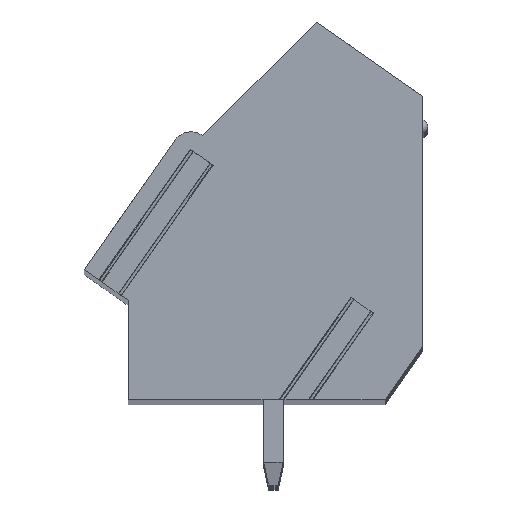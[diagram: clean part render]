
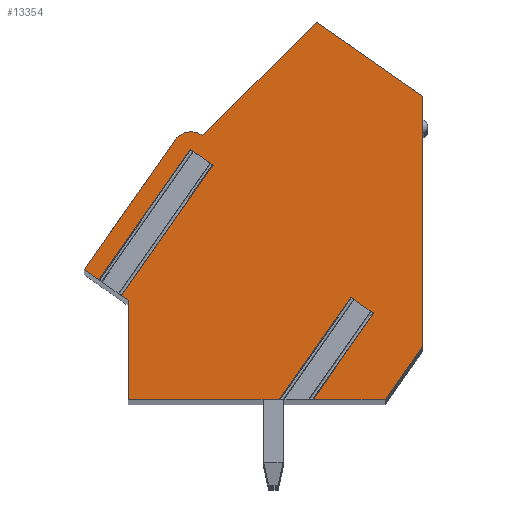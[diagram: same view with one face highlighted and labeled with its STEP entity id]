
A CAD part, top view. The second image highlights one B-rep face of the part: STEP entity #13354.
In plain terms, the highlighted planar face has unit normal (0, 0, 1).
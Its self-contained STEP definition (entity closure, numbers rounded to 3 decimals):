
#14=DIRECTION('',(-0.819,0.574,0.));
#15=VECTOR('',#14,1.085);
#16=CARTESIAN_POINT('',(4.498,-3.239,119.38));
#17=LINE('',#16,#15);
#18=DIRECTION('',(-0.574,-0.819,0.));
#19=VECTOR('',#18,5.115);
#20=CARTESIAN_POINT('',(3.61,-2.616,119.38));
#21=LINE('',#20,#19);
#22=DIRECTION('',(1.,0.,0.));
#23=VECTOR('',#22,6.246);
#24=CARTESIAN_POINT('',(-5.57,-6.807,119.38));
#25=LINE('',#24,#23);
#26=DIRECTION('',(0.,-1.,0.));
#27=VECTOR('',#26,4.087);
#28=CARTESIAN_POINT('',(-5.57,-2.72,119.38));
#29=LINE('',#28,#27);
#30=DIRECTION('',(0.819,-0.574,0.));
#31=VECTOR('',#30,0.355);
#32=CARTESIAN_POINT('',(-5.861,-2.516,119.38));
#33=LINE('',#32,#31);
#34=DIRECTION('',(-0.574,-0.819,0.));
#35=VECTOR('',#34,6.55);
#36=CARTESIAN_POINT('',(-2.104,2.849,119.38));
#37=LINE('',#36,#35);
#38=DIRECTION('',(-0.819,0.574,0.));
#39=VECTOR('',#38,1.085);
#40=CARTESIAN_POINT('',(-2.104,2.849,119.38));
#41=LINE('',#40,#39);
#42=DIRECTION('',(-0.574,-0.819,0.));
#43=VECTOR('',#42,6.55);
#44=CARTESIAN_POINT('',(-2.993,3.471,119.38));
#45=LINE('',#44,#43);
#46=DIRECTION('',(0.819,-0.574,0.));
#47=VECTOR('',#46,0.757);
#48=CARTESIAN_POINT('',(-7.37,-1.46,119.38));
#49=LINE('',#48,#47);
#50=DIRECTION('',(-0.574,-0.819,0.));
#51=VECTOR('',#50,6.486);
#52=CARTESIAN_POINT('',(-3.65,3.853,119.38));
#53=LINE('',#52,#51);
#54=CARTESIAN_POINT('',(-2.986,3.406,119.38));
#55=DIRECTION('',(0.,0.,1.));
#56=DIRECTION('',(0.598,0.802,0.));
#57=AXIS2_PLACEMENT_3D('',#54,#55,#56);
#59=DIRECTION('',(-0.707,-0.707,0.));
#60=VECTOR('',#59,6.609);
#61=CARTESIAN_POINT('',(2.165,8.721,119.38));
#62=LINE('',#61,#60);
#63=DIRECTION('',(-0.819,0.574,0.));
#64=VECTOR('',#63,5.329);
#65=CARTESIAN_POINT('',(6.53,5.664,119.38));
#66=LINE('',#65,#64);
#67=DIRECTION('',(0.,1.,0.));
#68=VECTOR('',#67,10.286);
#69=CARTESIAN_POINT('',(6.53,-4.622,119.38));
#70=LINE('',#69,#68);
#71=DIRECTION('',(0.574,0.819,0.));
#72=VECTOR('',#71,2.667);
#73=CARTESIAN_POINT('',(5.,-6.807,119.38));
#74=LINE('',#73,#72);
#75=DIRECTION('',(1.,0.,0.));
#76=VECTOR('',#75,3.);
#77=CARTESIAN_POINT('',(2.,-6.807,119.38));
#78=LINE('',#77,#76);
#79=DIRECTION('',(-0.574,-0.819,0.));
#80=VECTOR('',#79,4.355);
#81=CARTESIAN_POINT('',(4.498,-3.239,119.38));
#82=LINE('',#81,#80);
#10480=CARTESIAN_POINT('',(-2.508,4.048,119.38));
#10481=CARTESIAN_POINT('',(-3.65,3.853,119.38));
#10482=VERTEX_POINT('',#10480);
#10483=VERTEX_POINT('',#10481);
#10484=CARTESIAN_POINT('',(-7.37,-1.46,119.38));
#10485=VERTEX_POINT('',#10484);
#10486=CARTESIAN_POINT('',(-5.57,-2.72,119.38));
#10487=CARTESIAN_POINT('',(-5.57,-6.807,119.38));
#10488=VERTEX_POINT('',#10486);
#10489=VERTEX_POINT('',#10487);
#10490=CARTESIAN_POINT('',(5.,-6.807,119.38));
#10491=CARTESIAN_POINT('',(6.53,-4.622,119.38));
#10492=VERTEX_POINT('',#10490);
#10493=VERTEX_POINT('',#10491);
#10494=CARTESIAN_POINT('',(6.53,5.664,119.38));
#10495=VERTEX_POINT('',#10494);
#10496=CARTESIAN_POINT('',(2.165,8.721,119.38));
#10497=VERTEX_POINT('',#10496);
#10624=CARTESIAN_POINT('',(-2.104,2.849,
119.38));
#10625=CARTESIAN_POINT('',(-2.993,3.471,
119.38));
#10626=VERTEX_POINT('',#10624);
#10627=VERTEX_POINT('',#10625);
#10628=CARTESIAN_POINT('',(-5.861,-2.516,
119.38));
#10629=VERTEX_POINT('',#10628);
#10630=CARTESIAN_POINT('',(-6.75,-1.894,
119.38));
#10631=VERTEX_POINT('',#10630);
#10679=CARTESIAN_POINT('',(4.498,-3.239,119.38));
#10680=CARTESIAN_POINT('',(3.61,-2.616,119.38));
#10681=VERTEX_POINT('',#10679);
#10682=VERTEX_POINT('',#10680);
#10683=CARTESIAN_POINT('',(2.,-6.807,119.38));
#10684=VERTEX_POINT('',#10683);
#10685=CARTESIAN_POINT('',(0.676,-6.807,119.38));
#10686=VERTEX_POINT('',#10685);
#13313=CARTESIAN_POINT('',(0.,0.,119.38));
#13314=DIRECTION('',(0.,0.,1.));
#13315=DIRECTION('',(1.,0.,0.));
#13316=AXIS2_PLACEMENT_3D('',#13313,#13314,#13315);
#13317=PLANE('',#13316);
#13319=ORIENTED_EDGE('',*,*,#13318,.T.);
#13321=ORIENTED_EDGE('',*,*,#13320,.T.);
#13323=ORIENTED_EDGE('',*,*,#13322,.F.);
#13325=ORIENTED_EDGE('',*,*,#13324,.F.);
#13327=ORIENTED_EDGE('',*,*,#13326,.F.);
#13329=ORIENTED_EDGE('',*,*,#13328,.F.);
#13331=ORIENTED_EDGE('',*,*,#13330,.T.);
#13333=ORIENTED_EDGE('',*,*,#13332,.T.);
#13335=ORIENTED_EDGE('',*,*,#13334,.F.);
#13337=ORIENTED_EDGE('',*,*,#13336,.F.);
#13339=ORIENTED_EDGE('',*,*,#13338,.F.);
#13341=ORIENTED_EDGE('',*,*,#13340,.F.);
#13343=ORIENTED_EDGE('',*,*,#13342,.F.);
#13345=ORIENTED_EDGE('',*,*,#13344,.F.);
#13347=ORIENTED_EDGE('',*,*,#13346,.F.);
#13349=ORIENTED_EDGE('',*,*,#13348,.F.);
#13351=ORIENTED_EDGE('',*,*,#13350,.F.);
#13352=EDGE_LOOP('',(#13319,#13321,#13323,#13325,#13327,#13329,#13331,#13333,
#13335,#13337,#13339,#13341,#13343,#13345,#13347,#13349,#13351));
#13353=FACE_OUTER_BOUND('',#13352,.F.);
#58=CIRCLE('',#57,0.8);
#13318=EDGE_CURVE('',#10681,#10682,#17,.T.);
#13320=EDGE_CURVE('',#10682,#10686,#21,.T.);
#13322=EDGE_CURVE('',#10489,#10686,#25,.T.);
#13324=EDGE_CURVE('',#10488,#10489,#29,.T.);
#13326=EDGE_CURVE('',#10629,#10488,#33,.T.);
#13328=EDGE_CURVE('',#10626,#10629,#37,.T.);
#13330=EDGE_CURVE('',#10626,#10627,#41,.T.);
#13332=EDGE_CURVE('',#10627,#10631,#45,.T.);
#13334=EDGE_CURVE('',#10485,#10631,#49,.T.);
#13336=EDGE_CURVE('',#10483,#10485,#53,.T.);
#13338=EDGE_CURVE('',#10482,#10483,#58,.T.);
#13340=EDGE_CURVE('',#10497,#10482,#62,.T.);
#13342=EDGE_CURVE('',#10495,#10497,#66,.T.);
#13344=EDGE_CURVE('',#10493,#10495,#70,.T.);
#13346=EDGE_CURVE('',#10492,#10493,#74,.T.);
#13348=EDGE_CURVE('',#10684,#10492,#78,.T.);
#13350=EDGE_CURVE('',#10681,#10684,#82,.T.);
#13354=ADVANCED_FACE('',(#13353),#13317,.T.);
